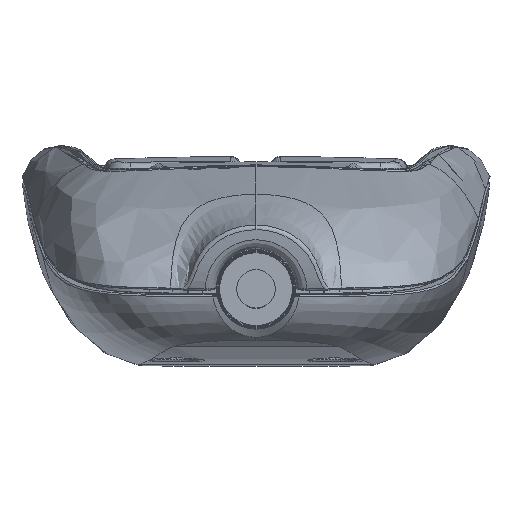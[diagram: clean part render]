
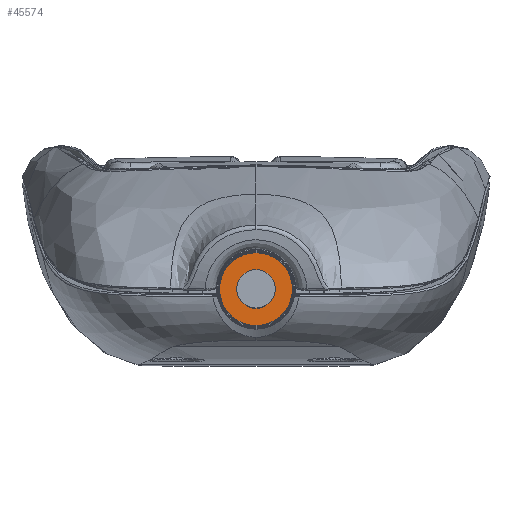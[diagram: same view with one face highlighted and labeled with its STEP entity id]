
A CAD part, top view. The second image highlights one B-rep face of the part: STEP entity #45574.
In plain terms, the highlighted planar face has unit normal (0, 0, 1).
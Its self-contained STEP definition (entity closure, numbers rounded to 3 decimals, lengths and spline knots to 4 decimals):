
#453 = CARTESIAN_POINT ( 'NONE',  ( 0., -16.45, 117.65 ) ) ;
#477 = CARTESIAN_POINT ( 'NONE',  ( 0., -7.75, 117.65 ) ) ;
#9339 = EDGE_CURVE ( 'NONE', #29181, #29257, #25078, .T. ) ;
#10061 = FACE_OUTER_BOUND ( 'NONE', #44633, .T. ) ;
#10067 = FACE_BOUND ( 'NONE', #23446, .T. ) ;
#10754 = CARTESIAN_POINT ( 'NONE',  ( 0., -12.1, 117.65 ) ) ;
#10756 = DIRECTION ( 'NONE',  ( 0., 0., 1. ) ) ;
#10757 = DIRECTION ( 'NONE',  ( 0., -1., 0. ) ) ;
#10761 = CARTESIAN_POINT ( 'NONE',  ( 0., -12.1, 117.65 ) ) ;
#10763 = DIRECTION ( 'NONE',  ( 0., 0., -1. ) ) ;
#10765 = DIRECTION ( 'NONE',  ( 0., -1., 0. ) ) ;
#11112 = CIRCLE ( 'NONE', #26779, 4.35 ) ;
#11116 = CIRCLE ( 'NONE', #26772, 2.3 ) ;
#17258 = CARTESIAN_POINT ( 'NONE',  ( 0., -9.8, 117.65 ) ) ;
#18710 = DIRECTION ( 'NONE',  ( 0., -1., 0. ) ) ;
#18958 = CARTESIAN_POINT ( 'NONE',  ( 0., -12.1, 117.65 ) ) ;
#19227 = DIRECTION ( 'NONE',  ( 0., 0., -1. ) ) ;
#23446 = EDGE_LOOP ( 'NONE', ( #28681, #29025 ) ) ;
#23724 = VERTEX_POINT ( 'NONE', #17258 ) ;
#23764 = VERTEX_POINT ( 'NONE', #29061 ) ;
#24113 = EDGE_CURVE ( 'NONE', #23724, #23764, #25429, .T. ) ;
#24252 = AXIS2_PLACEMENT_3D ( 'NONE', #34107, #34105, #34116 ) ;
#25078 = CIRCLE ( 'NONE', #24252, 4.35 ) ;
#25429 = CIRCLE ( 'NONE', #32848, 2.3 ) ;
#26254 = AXIS2_PLACEMENT_3D ( 'NONE', #62851, #62863, #62864 ) ;
#26772 = AXIS2_PLACEMENT_3D ( 'NONE', #10761, #10763, #10765 ) ;
#26779 = AXIS2_PLACEMENT_3D ( 'NONE', #10754, #10756, #10757 ) ;
#28681 = ORIENTED_EDGE ( 'NONE', *, *, #24113, .T. ) ;
#29025 = ORIENTED_EDGE ( 'NONE', *, *, #51481, .T. ) ;
#29055 = ORIENTED_EDGE ( 'NONE', *, *, #51480, .T. ) ;
#29061 = CARTESIAN_POINT ( 'NONE',  ( 0., -14.4, 117.65 ) ) ;
#29108 = ORIENTED_EDGE ( 'NONE', *, *, #9339, .T. ) ;
#29181 = VERTEX_POINT ( 'NONE', #453 ) ;
#29257 = VERTEX_POINT ( 'NONE', #477 ) ;
#32848 = AXIS2_PLACEMENT_3D ( 'NONE', #18958, #19227, #18710 ) ;
#34105 = DIRECTION ( 'NONE',  ( 0., 0., 1. ) ) ;
#34107 = CARTESIAN_POINT ( 'NONE',  ( 0., -12.1, 117.65 ) ) ;
#34116 = DIRECTION ( 'NONE',  ( 0., -1., 0. ) ) ;
#44633 = EDGE_LOOP ( 'NONE', ( #29055, #29108 ) ) ;
#45574 = ADVANCED_FACE ( 'NONE', ( #10061, #10067 ), #62857, .T. ) ;
#51480 = EDGE_CURVE ( 'NONE', #29257, #29181, #11112, .T. ) ;
#51481 = EDGE_CURVE ( 'NONE', #23764, #23724, #11116, .T. ) ;
#62851 = CARTESIAN_POINT ( 'NONE',  ( 0., -16.45, 117.65 ) ) ;
#62857 = PLANE ( 'NONE',  #26254 ) ;
#62863 = DIRECTION ( 'NONE',  ( 0., 0., 1. ) ) ;
#62864 = DIRECTION ( 'NONE',  ( 0., -1., 0. ) ) ;
